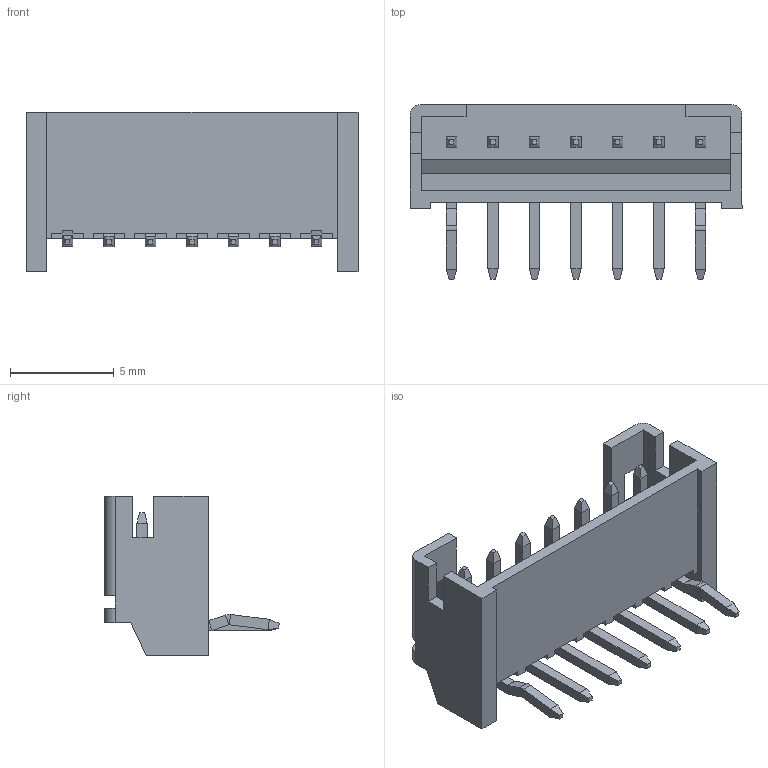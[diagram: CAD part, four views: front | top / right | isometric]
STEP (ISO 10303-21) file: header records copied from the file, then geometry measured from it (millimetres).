
FILE_DESCRIPTION (( 'STEP AP203' ), '1' );
FILE_NAME ('140-507-415-000.STEP', '2020-03-31T19:42:48', ( '' ), ( '' ), 'SwSTEP 2.0', 'SolidWorks 2016', '' );
FILE_SCHEMA (( 'CONFIG_CONTROL_DESIGN' ));
Length unit declared in the file: millimetre
Products named in the file (4): RA Contact_Kink; RA Housing_507; 140-507-415-000; RA Contact_Str
Assembly tree (8 placements, depth 2):
  140-507-415-000
    RA Housing_507
    RA Contact_Kink  x2
    RA Contact_Str  x5
Bounding box: 16 x 8.41 x 7.7 mm (x, y, z)
Volume: 199 mm3; surface area: 729 mm2
Topology: 8 solids, 8 shells, 289 faces, 677 edges, 402 vertices
Faces by surface type: plane 263, cylinder 26
Entity records: 5457 total; most frequent: CARTESIAN_POINT 865, ORIENTED_EDGE 850, DIRECTION 797, EDGE_CURVE 425, LINE 401, VECTOR 401, VERTEX_POINT 266, AXIS2_PLACEMENT_3D 198
